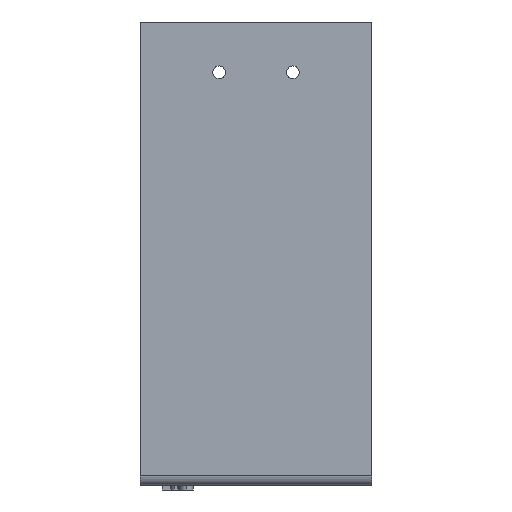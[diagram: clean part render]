
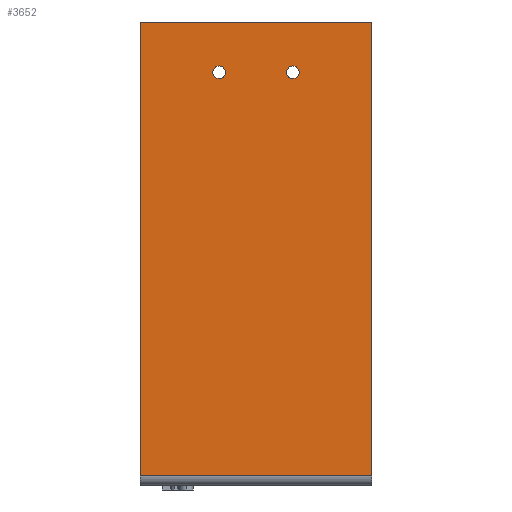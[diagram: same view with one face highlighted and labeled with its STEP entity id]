
A CAD part, left-side view. The second image highlights one B-rep face of the part: STEP entity #3652.
In plain terms, the highlighted planar face has unit normal (-1, 0, 0).
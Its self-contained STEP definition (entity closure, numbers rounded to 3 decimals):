
#313=FACE_BOUND('',#678,.T.);
#314=FACE_BOUND('',#679,.T.);
#347=PLANE('',#3898);
#444=FACE_OUTER_BOUND('',#677,.T.);
#677=EDGE_LOOP('',(#2739,#2740,#2741,#2742));
#678=EDGE_LOOP('',(#2743));
#679=EDGE_LOOP('',(#2744));
#888=LINE('',#4671,#1214);
#896=LINE('',#4693,#1222);
#986=LINE('',#6012,#1312);
#987=LINE('',#6013,#1313);
#1214=VECTOR('',#4021,10.);
#1222=VECTOR('',#4037,10.);
#1312=VECTOR('',#4209,10.);
#1313=VECTOR('',#4210,10.);
#1569=CIRCLE('',#3899,1.5);
#1570=CIRCLE('',#3900,1.5);
#1587=VERTEX_POINT('',#4664);
#1590=VERTEX_POINT('',#4669);
#1600=VERTEX_POINT('',#4691);
#1771=VERTEX_POINT('',#6011);
#1772=VERTEX_POINT('',#6014);
#1773=VERTEX_POINT('',#6016);
#1958=EDGE_CURVE('',#1590,#1587,#888,.T.);
#1969=EDGE_CURVE('',#1600,#1590,#896,.T.);
#2157=EDGE_CURVE('',#1771,#1600,#986,.T.);
#2158=EDGE_CURVE('',#1587,#1771,#987,.T.);
#2159=EDGE_CURVE('',#1772,#1772,#1569,.T.);
#2160=EDGE_CURVE('',#1773,#1773,#1570,.T.);
#2739=ORIENTED_EDGE('',*,*,#1958,.F.);
#2740=ORIENTED_EDGE('',*,*,#1969,.F.);
#2741=ORIENTED_EDGE('',*,*,#2157,.F.);
#2742=ORIENTED_EDGE('',*,*,#2158,.F.);
#2743=ORIENTED_EDGE('',*,*,#2159,.F.);
#2744=ORIENTED_EDGE('',*,*,#2160,.F.);
#3652=ADVANCED_FACE('',(#444,#313,#314),#347,.F.);
#3898=AXIS2_PLACEMENT_3D('',#6010,#4207,#4208);
#3899=AXIS2_PLACEMENT_3D('',#6015,#4211,#4212);
#3900=AXIS2_PLACEMENT_3D('',#6017,#4213,#4214);
#4021=DIRECTION('',(0.,1.,0.));
#4037=DIRECTION('',(0.,0.,-1.));
#4207=DIRECTION('center_axis',(1.,0.,0.));
#4208=DIRECTION('ref_axis',(0.,0.,-1.));
#4209=DIRECTION('',(0.,-1.,0.));
#4210=DIRECTION('',(0.,0.,1.));
#4211=DIRECTION('center_axis',(-1.,0.,0.));
#4212=DIRECTION('ref_axis',(0.,0.,-1.));
#4213=DIRECTION('center_axis',(-1.,0.,0.));
#4214=DIRECTION('ref_axis',(0.,0.,-1.));
#4664=CARTESIAN_POINT('',(-69.5,27.5,-47.5));
#4669=CARTESIAN_POINT('',(-69.5,-27.5,-47.5));
#4671=CARTESIAN_POINT('',(-69.5,27.5,-47.5));
#4691=CARTESIAN_POINT('',(-69.5,-27.5,60.));
#4693=CARTESIAN_POINT('',(-69.5,-27.5,25.));
#6010=CARTESIAN_POINT('Origin',(-69.5,27.5,50.));
#6011=CARTESIAN_POINT('',(-69.5,27.5,60.));
#6012=CARTESIAN_POINT('',(-69.5,13.75,60.));
#6013=CARTESIAN_POINT('',(-69.5,27.5,25.));
#6014=CARTESIAN_POINT('',(-69.5,8.75,49.583));
#6015=CARTESIAN_POINT('Origin',(-69.5,8.75,48.083));
#6016=CARTESIAN_POINT('',(-69.5,-8.75,49.583));
#6017=CARTESIAN_POINT('Origin',(-69.5,-8.75,48.083));
